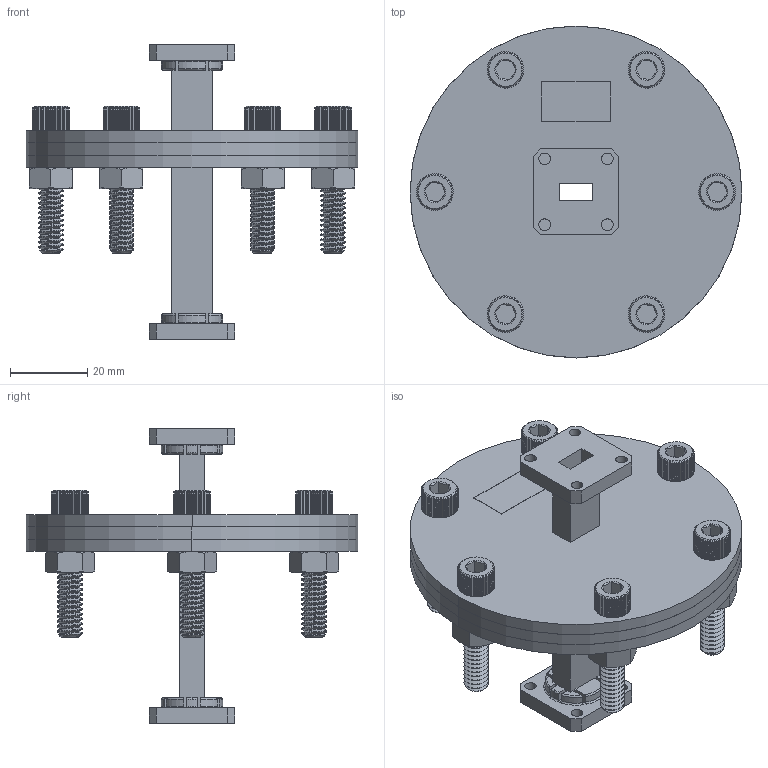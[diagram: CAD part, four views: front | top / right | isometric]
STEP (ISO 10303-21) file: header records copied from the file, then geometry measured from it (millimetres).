
FILE_DESCRIPTION (( 'STEP AP214' ), '1' );
FILE_NAME ('FMWAD5009_3D.step', '2024-05-22T15:01:16', ( '' ), ( '' ), 'SwSTEP 2.0', 'SolidWorks 2022', '' );
FILE_SCHEMA (( 'AUTOMOTIVE_DESIGN' ));
Length unit declared in the file: inch
Products named in the file (1): FMWAD5009_3D
Bounding box: 85.9 x 85.9 x 76.2 mm (x, y, z)
Volume: 54068.4 mm3; surface area: 48010.1 mm2
Topology: 16 solids, 16 shells, 2266 faces, 5742 edges, 3524 vertices
Faces by surface type: plane 920, cylinder 746, cone 534, torus 36, bspline 30
Entity records: 94155 total; most frequent: CARTESIAN_POINT 46805, ORIENTED_EDGE 11484, DIRECTION 7860, EDGE_CURVE 5742, VERTEX_POINT 3524, AXIS2_PLACEMENT_3D 3005, EDGE_LOOP 2352, FACE_OUTER_BOUND 2266
